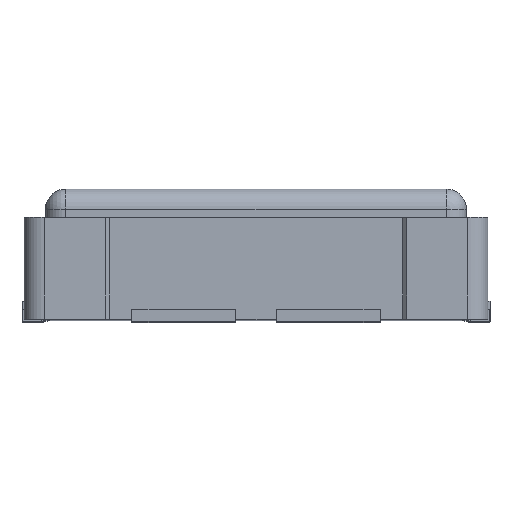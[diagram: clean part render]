
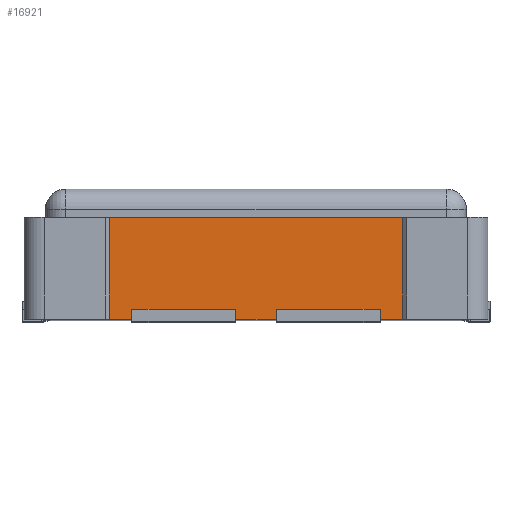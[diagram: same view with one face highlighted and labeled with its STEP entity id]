
A CAD part, top view. The second image highlights one B-rep face of the part: STEP entity #16921.
In plain terms, the highlighted face is planar.
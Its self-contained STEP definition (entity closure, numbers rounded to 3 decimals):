
#252 = ORIENTED_EDGE ( 'NONE', *, *, #6655, .T. ) ;
#357 = EDGE_LOOP ( 'NONE', ( #4441, #10428, #12150, #5770, #1759, #18030, #2702, #3397, #6830, #18021, #252, #13421 ) ) ;
#546 = VERTEX_POINT ( 'NONE', #12995 ) ;
#824 = VECTOR ( 'NONE', #3196, 1000. ) ;
#833 = CARTESIAN_POINT ( 'NONE',  ( -19.195, -36.721, -3.41 ) ) ;
#869 = CARTESIAN_POINT ( 'NONE',  ( -20.525, -37.221, -3.41 ) ) ;
#947 = CARTESIAN_POINT ( 'NONE',  ( -19.205, -36.771, -3.41 ) ) ;
#1055 = CARTESIAN_POINT ( 'NONE',  ( -19.705, -36.996, -3.41 ) ) ;
#1058 = CARTESIAN_POINT ( 'NONE',  ( -20.415, -36.771, -3.41 ) ) ;
#1075 = CARTESIAN_POINT ( 'NONE',  ( -20.525, -36.721, -3.41 ) ) ;
#1290 = VERTEX_POINT ( 'NONE', #1058 ) ;
#1318 = LINE ( 'NONE', #9790, #15952 ) ;
#1336 = VECTOR ( 'NONE', #4621, 1000. ) ;
#1397 = PLANE ( 'NONE',  #17003 ) ;
#1413 = DIRECTION ( 'NONE',  ( 0., -1., 0. ) ) ;
#1507 = DIRECTION ( 'NONE',  ( -1., 0., 0. ) ) ;
#1548 = LINE ( 'NONE', #8280, #10919 ) ;
#1625 = LINE ( 'NONE', #5644, #6042 ) ;
#1759 = ORIENTED_EDGE ( 'NONE', *, *, #9903, .T. ) ;
#1851 = VECTOR ( 'NONE', #14920, 1000. ) ;
#2191 = EDGE_CURVE ( 'NONE', #2991, #14864, #1625, .T. ) ;
#2653 = VERTEX_POINT ( 'NONE', #15845 ) ;
#2654 = VERTEX_POINT ( 'NONE', #833 ) ;
#2702 = ORIENTED_EDGE ( 'NONE', *, *, #7577, .T. ) ;
#2991 = VERTEX_POINT ( 'NONE', #17624 ) ;
#3196 = DIRECTION ( 'NONE',  ( 0., 1., 0. ) ) ;
#3397 = ORIENTED_EDGE ( 'NONE', *, *, #12973, .T. ) ;
#3520 = DIRECTION ( 'NONE',  ( 0., -1., 0. ) ) ;
#3793 = LINE ( 'NONE', #1055, #9620 ) ;
#3887 = LINE ( 'NONE', #5185, #11517 ) ;
#4251 = VECTOR ( 'NONE', #1507, 1000. ) ;
#4305 = DIRECTION ( 'NONE',  ( 1., 0., 0. ) ) ;
#4441 = ORIENTED_EDGE ( 'NONE', *, *, #12879, .T. ) ;
#4621 = DIRECTION ( 'NONE',  ( 0., 1., 0. ) ) ;
#4809 = CARTESIAN_POINT ( 'NONE',  ( -19.905, -36.771, -3.41 ) ) ;
#4896 = CARTESIAN_POINT ( 'NONE',  ( -19.705, -36.771, -3.41 ) ) ;
#5185 = CARTESIAN_POINT ( 'NONE',  ( -19.085, -36.996, -3.41 ) ) ;
#5254 = DIRECTION ( 'NONE',  ( 1., 0., 0. ) ) ;
#5458 = EDGE_CURVE ( 'NONE', #2653, #14864, #3793, .T. ) ;
#5644 = CARTESIAN_POINT ( 'NONE',  ( -20.405, -36.771, -3.41 ) ) ;
#5703 = LINE ( 'NONE', #6998, #4251 ) ;
#5770 = ORIENTED_EDGE ( 'NONE', *, *, #17005, .T. ) ;
#5837 = DIRECTION ( 'NONE',  ( -1., 0., 0. ) ) ;
#6042 = VECTOR ( 'NONE', #5837, 1000. ) ;
#6187 = EDGE_CURVE ( 'NONE', #12303, #1290, #1318, .T. ) ;
#6655 = EDGE_CURVE ( 'NONE', #1290, #11867, #15789, .T. ) ;
#6811 = CARTESIAN_POINT ( 'NONE',  ( -19.195, -36.996, -3.41 ) ) ;
#6829 = CARTESIAN_POINT ( 'NONE',  ( -19.905, -36.721, -3.41 ) ) ;
#6830 = ORIENTED_EDGE ( 'NONE', *, *, #9342, .T. ) ;
#6998 = CARTESIAN_POINT ( 'NONE',  ( -18.835, -37.221, -3.41 ) ) ;
#7462 = LINE ( 'NONE', #12831, #824 ) ;
#7518 = LINE ( 'NONE', #15798, #1336 ) ;
#7577 = EDGE_CURVE ( 'NONE', #15971, #13252, #5703, .T. ) ;
#8280 = CARTESIAN_POINT ( 'NONE',  ( -19.825, -36.721, -3.41 ) ) ;
#8505 = LINE ( 'NONE', #9706, #14401 ) ;
#9219 = FACE_OUTER_BOUND ( 'NONE', #357, .T. ) ;
#9342 = EDGE_CURVE ( 'NONE', #16995, #12303, #1548, .T. ) ;
#9503 = LINE ( 'NONE', #13499, #12412 ) ;
#9620 = VECTOR ( 'NONE', #3520, 1000. ) ;
#9686 = VECTOR ( 'NONE', #13407, 1000. ) ;
#9706 = CARTESIAN_POINT ( 'NONE',  ( -19.825, -36.721, -3.41 ) ) ;
#9790 = CARTESIAN_POINT ( 'NONE',  ( -20.415, -36.996, -3.41 ) ) ;
#9903 = EDGE_CURVE ( 'NONE', #2654, #546, #9503, .T. ) ;
#10428 = ORIENTED_EDGE ( 'NONE', *, *, #5458, .T. ) ;
#10919 = VECTOR ( 'NONE', #4305, 1000. ) ;
#11124 = EDGE_CURVE ( 'NONE', #546, #15971, #3887, .T. ) ;
#11517 = VECTOR ( 'NONE', #17494, 1000. ) ;
#11867 = VERTEX_POINT ( 'NONE', #4809 ) ;
#12009 = CARTESIAN_POINT ( 'NONE',  ( -20.415, -36.721, -3.41 ) ) ;
#12150 = ORIENTED_EDGE ( 'NONE', *, *, #2191, .F. ) ;
#12212 = DIRECTION ( 'NONE',  ( 0., 1., 0. ) ) ;
#12239 = LINE ( 'NONE', #6811, #1851 ) ;
#12303 = VERTEX_POINT ( 'NONE', #12009 ) ;
#12412 = VECTOR ( 'NONE', #5254, 1000. ) ;
#12573 = VERTEX_POINT ( 'NONE', #6829 ) ;
#12831 = CARTESIAN_POINT ( 'NONE',  ( -19.905, -36.996, -3.41 ) ) ;
#12879 = EDGE_CURVE ( 'NONE', #12573, #2653, #8505, .T. ) ;
#12973 = EDGE_CURVE ( 'NONE', #13252, #16995, #7518, .T. ) ;
#12995 = CARTESIAN_POINT ( 'NONE',  ( -19.085, -36.721, -3.41 ) ) ;
#13252 = VERTEX_POINT ( 'NONE', #869 ) ;
#13407 = DIRECTION ( 'NONE',  ( 1., 0., 0. ) ) ;
#13421 = ORIENTED_EDGE ( 'NONE', *, *, #15756, .T. ) ;
#13499 = CARTESIAN_POINT ( 'NONE',  ( -19.825, -36.721, -3.41 ) ) ;
#13982 = DIRECTION ( 'NONE',  ( 1., 0., 0. ) ) ;
#14401 = VECTOR ( 'NONE', #13982, 1000. ) ;
#14864 = VERTEX_POINT ( 'NONE', #4896 ) ;
#14920 = DIRECTION ( 'NONE',  ( 0., 1., 0. ) ) ;
#15165 = CARTESIAN_POINT ( 'NONE',  ( -19.825, -36.996, -3.41 ) ) ;
#15756 = EDGE_CURVE ( 'NONE', #11867, #12573, #7462, .T. ) ;
#15789 = LINE ( 'NONE', #947, #9686 ) ;
#15798 = CARTESIAN_POINT ( 'NONE',  ( -20.525, -36.996, -3.41 ) ) ;
#15845 = CARTESIAN_POINT ( 'NONE',  ( -19.705, -36.721, -3.41 ) ) ;
#15952 = VECTOR ( 'NONE', #1413, 1000. ) ;
#15971 = VERTEX_POINT ( 'NONE', #17945 ) ;
#16921 = ADVANCED_FACE ( 'NONE', ( #9219 ), #1397, .T. ) ;
#16995 = VERTEX_POINT ( 'NONE', #1075 ) ;
#17003 = AXIS2_PLACEMENT_3D ( 'NONE', #15165, #17992, #12212 ) ;
#17005 = EDGE_CURVE ( 'NONE', #2991, #2654, #12239, .T. ) ;
#17494 = DIRECTION ( 'NONE',  ( 0., -1., 0. ) ) ;
#17624 = CARTESIAN_POINT ( 'NONE',  ( -19.195, -36.771, -3.41 ) ) ;
#17945 = CARTESIAN_POINT ( 'NONE',  ( -19.085, -37.221, -3.41 ) ) ;
#17992 = DIRECTION ( 'NONE',  ( 0., 0., -1. ) ) ;
#18021 = ORIENTED_EDGE ( 'NONE', *, *, #6187, .T. ) ;
#18030 = ORIENTED_EDGE ( 'NONE', *, *, #11124, .T. ) ;
